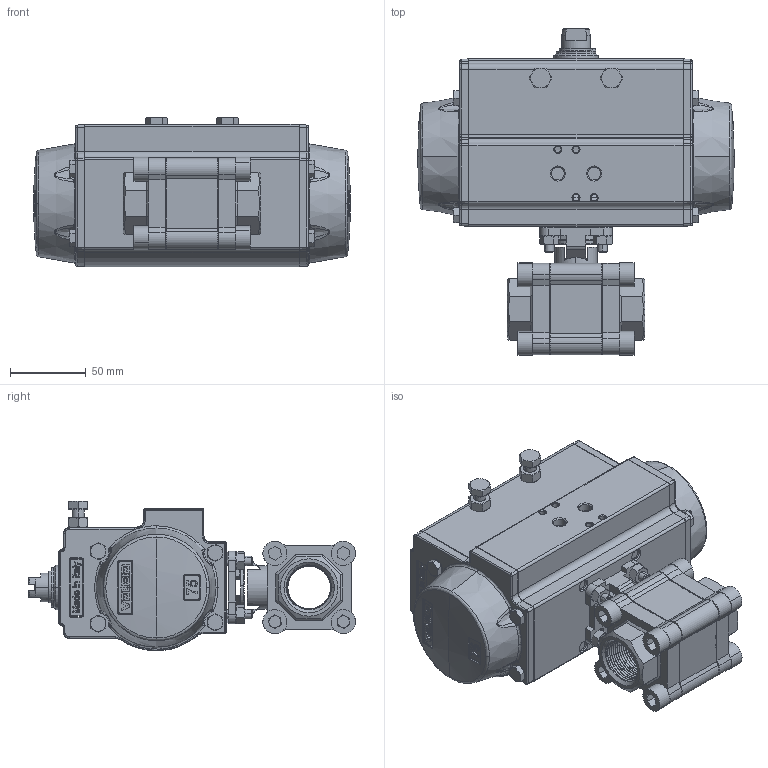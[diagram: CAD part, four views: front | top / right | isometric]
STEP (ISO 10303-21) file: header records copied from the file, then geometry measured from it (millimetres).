
FILE_DESCRIPTION (( 'STEP AP203' ), '1' );
FILE_NAME ('4700-100F_UT-2.STEP', '2017-11-10T15:09:34', ( '' ), ( '' ), 'SwSTEP 2.0', 'SolidWorks 2014', '' );
FILE_SCHEMA (( 'CONFIG_CONTROL_DESIGN' ));
Length unit declared in the file: inch
Products named in the file (1): 4700-100F_UT-2
Bounding box: 209.78 x 216.43 x 99.11 mm (x, y, z)
Surface area: 137032.4 mm2 (no closed solid volume)
Topology: 0 solids, 34 shells, 1435 faces, 4368 edges, 2889 vertices
Faces by surface type: plane 627, bspline 317, cone 263, cylinder 202, sphere 26
Entity records: 75602 total; most frequent: CARTESIAN_POINT 39831, ORIENTED_EDGE 7516, DIRECTION 6580, EDGE_CURVE 4352, VERTEX_POINT 2889, AXIS2_PLACEMENT_3D 2335, LINE 1910, VECTOR 1910
